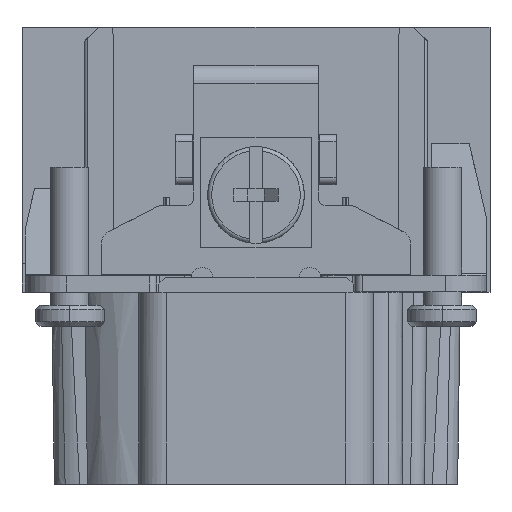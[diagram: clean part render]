
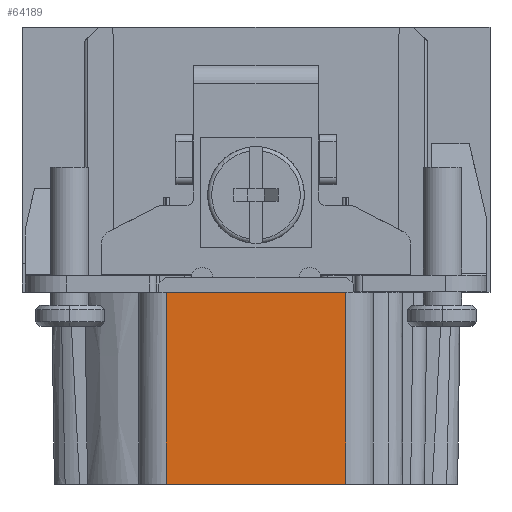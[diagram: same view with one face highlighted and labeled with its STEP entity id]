
A CAD part, front view. The second image highlights one B-rep face of the part: STEP entity #64189.
In plain terms, the highlighted planar face has unit normal (0, -1, 0).
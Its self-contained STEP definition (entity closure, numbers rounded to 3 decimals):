
#13872=DIRECTION('',(0.,0.,1.));
#13873=VECTOR('',#13872,13.9);
#13874=CARTESIAN_POINT('',(-6.5,-55.4,0.1));
#13875=LINE('',#13874,#13873);
#13876=DIRECTION('',(1.,0.,0.));
#13877=VECTOR('',#13876,13.);
#13878=CARTESIAN_POINT('',(-6.5,-55.4,14.));
#13879=LINE('',#13878,#13877);
#13880=DIRECTION('',(0.,0.,-1.));
#13881=VECTOR('',#13880,13.9);
#13882=CARTESIAN_POINT('',(6.5,-55.4,14.));
#13883=LINE('',#13882,#13881);
#13884=DIRECTION('',(-1.,0.,0.));
#13885=VECTOR('',#13884,13.);
#13886=CARTESIAN_POINT('',(6.5,-55.4,0.1));
#13887=LINE('',#13886,#13885);
#39196=CARTESIAN_POINT('',(-6.5,-55.4,0.1));
#39197=CARTESIAN_POINT('',(-6.5,-55.4,14.));
#39198=VERTEX_POINT('',#39196);
#39199=VERTEX_POINT('',#39197);
#39203=CARTESIAN_POINT('',(6.5,-55.4,0.1));
#39205=VERTEX_POINT('',#39203);
#39206=CARTESIAN_POINT('',(6.5,-55.4,14.));
#39207=VERTEX_POINT('',#39206);
#64177=CARTESIAN_POINT('',(-8.5,-55.4,0.1));
#64178=DIRECTION('',(0.,1.,0.));
#64179=DIRECTION('',(1.,0.,0.));
#64180=AXIS2_PLACEMENT_3D('',#64177,#64178,#64179);
#64181=PLANE('',#64180);
#64183=ORIENTED_EDGE('',*,*,#64182,.T.);
#64184=ORIENTED_EDGE('',*,*,#64084,.T.);
#64185=ORIENTED_EDGE('',*,*,#64170,.T.);
#64186=ORIENTED_EDGE('',*,*,#52246,.T.);
#64187=EDGE_LOOP('',(#64183,#64184,#64185,#64186));
#64188=FACE_OUTER_BOUND('',#64187,.F.);
#64189=ADVANCED_FACE('',(#64188),#64181,.F.);
#52246=EDGE_CURVE('',#39205,#39198,#13887,.T.);
#64084=EDGE_CURVE('',#39199,#39207,#13879,.T.);
#64170=EDGE_CURVE('',#39207,#39205,#13883,.T.);
#64182=EDGE_CURVE('',#39198,#39199,#13875,.T.);
